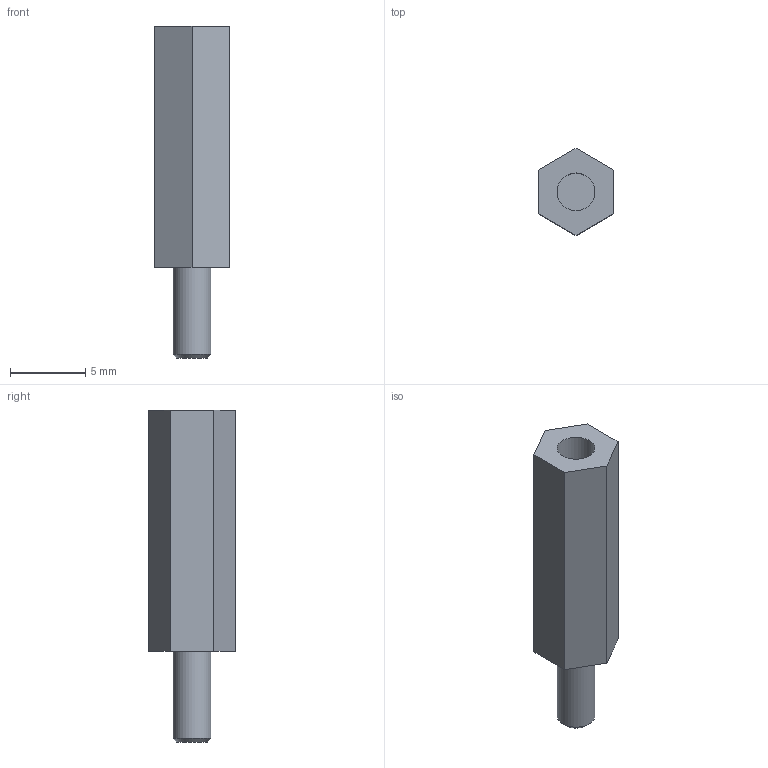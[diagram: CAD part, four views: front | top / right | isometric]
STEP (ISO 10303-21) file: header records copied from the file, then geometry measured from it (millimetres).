
FILE_DESCRIPTION(('FreeCAD Model'),'2;1');
FILE_NAME('Open CASCADE Shape Model','2021-10-07T15:36:58',('Author'),( ''),'Open CASCADE STEP processor 7.5','FreeCAD','Unknown');
FILE_SCHEMA(('AUTOMOTIVE_DESIGN { 1 0 10303 214 1 1 1 1 }'));
Length unit declared in the file: millimetre
Products named in the file (1): Body
Bounding box: 5 x 5.77 x 22 mm (x, y, z)
Volume: 316.7 mm3; surface area: 460.6 mm2
Topology: 1 solids, 1 shells, 13 faces, 26 edges, 17 vertices
Faces by surface type: plane 10, cylinder 2, cone 1
Full cylindrical faces by diameter (mm): 2.5 x2
Entity records: 359 total; most frequent: DIRECTION 59, CARTESIAN_POINT 57, ORIENTED_EDGE 52, EDGE_CURVE 26, LINE 21, VECTOR 21, AXIS2_PLACEMENT_3D 19, VERTEX_POINT 17
